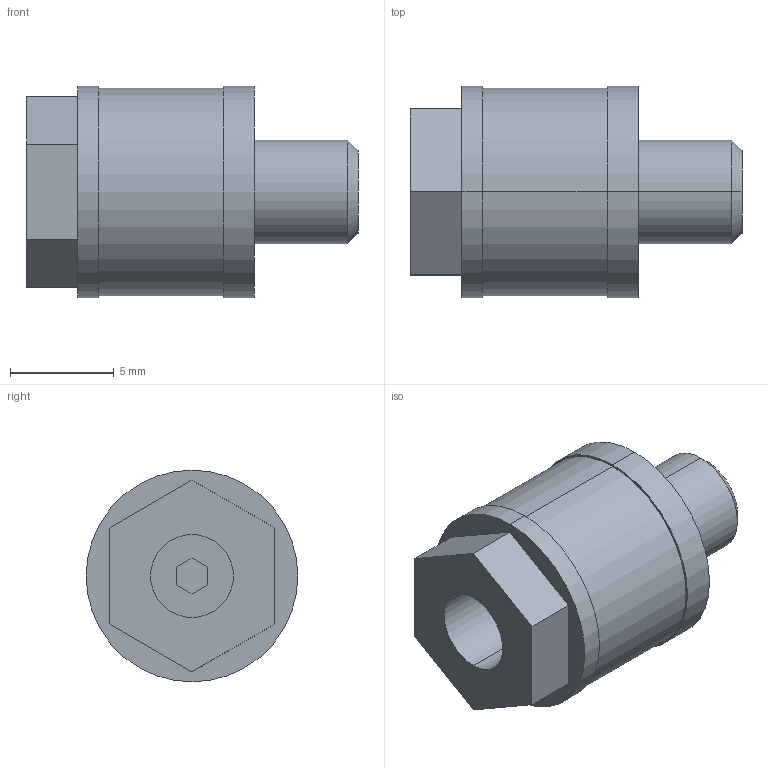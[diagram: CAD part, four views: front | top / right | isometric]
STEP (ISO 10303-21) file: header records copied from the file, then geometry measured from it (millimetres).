
FILE_DESCRIPTION (( 'STEP AP214' ), '1' );
FILE_NAME ('AZ-067600.STEP', '2020-03-31T13:41:36', ( '' ), ( '' ), 'SwSTEP 2.0', 'SolidWorks 2020', '' );
FILE_SCHEMA (( 'AUTOMOTIVE_DESIGN' ));
Length unit declared in the file: millimetre
Products named in the file (1): AZ-067600
Bounding box: 16 x 10.2 x 10.2 mm (x, y, z)
Volume: 867.9 mm3; surface area: 632 mm2
Topology: 1 solids, 1 shells, 32 faces, 70 edges, 46 vertices
Faces by surface type: plane 20, cylinder 10, cone 2
Entity records: 958 total; most frequent: DIRECTION 158, CARTESIAN_POINT 149, ORIENTED_EDGE 140, EDGE_CURVE 70, AXIS2_PLACEMENT_3D 55, VECTOR 48, LINE 48, VERTEX_POINT 46
